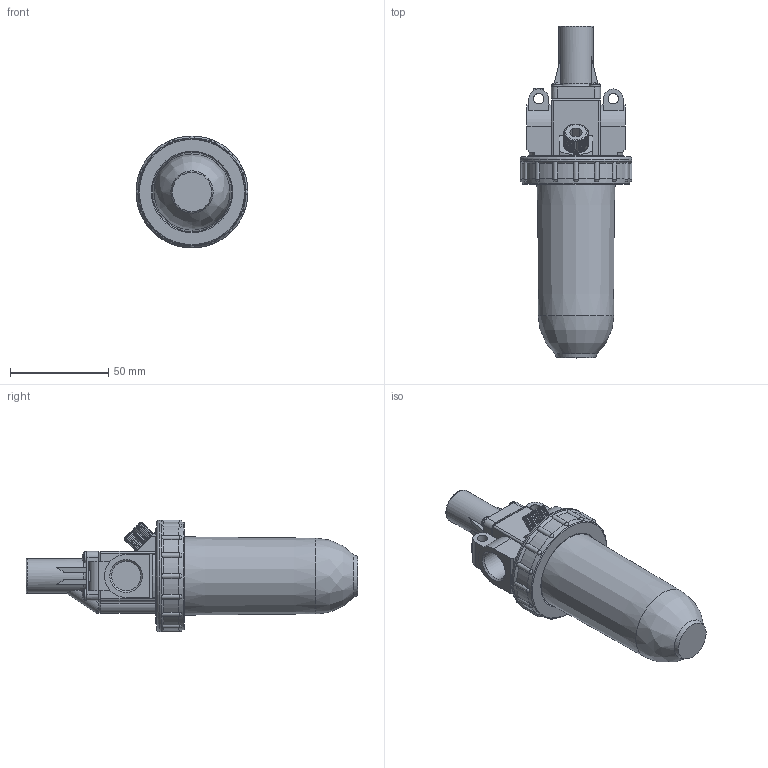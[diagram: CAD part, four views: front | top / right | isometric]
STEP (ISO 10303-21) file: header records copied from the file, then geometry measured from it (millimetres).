
FILE_DESCRIPTION( ( 'STEP AP203' ), '1' );
FILE_NAME( '9.2312.00.000.0V.stp', '2018-12-12T15:44:10', ( '' ), ( '' ), ' ', 'PARTsolutions', ' ' );
FILE_SCHEMA( ( 'CONFIG_CONTROL_DESIGN' ) );
Length unit declared in the file: millimetre
Products named in the file (3): 9.2312.00.000.0V; _748 K-1; _748 K-2
Assembly tree (2 placements, depth 2):
  9.2312.00.000.0V
    _748 K-1
    _748 K-2
Bounding box: 57 x 169 x 57 mm (x, y, z)
Volume: 177162.4 mm3; surface area: 29760.2 mm2
Topology: 2 solids, 2 shells, 456 faces, 1251 edges, 815 vertices
Faces by surface type: plane 236, cylinder 105, cone 81, sphere 20, torus 13, bspline 1
Full cylindrical faces by diameter (mm): 5.3 x2, 9 x1, 9.2 x1, 14.95 x2, 17.5 x1, 57 x1
Entity records: 15572 total; most frequent: CARTESIAN_POINT 4269, ORIENTED_EDGE 2420, DIRECTION 2229, EDGE_CURVE 1210, AXIS2_PLACEMENT_3D 836, VERTEX_POINT 806, LINE 557, VECTOR 557
